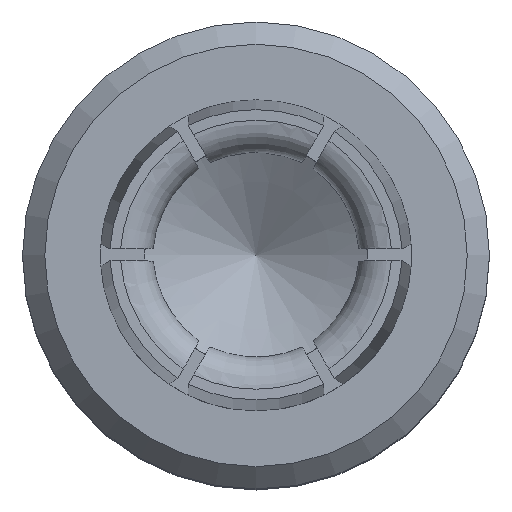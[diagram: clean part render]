
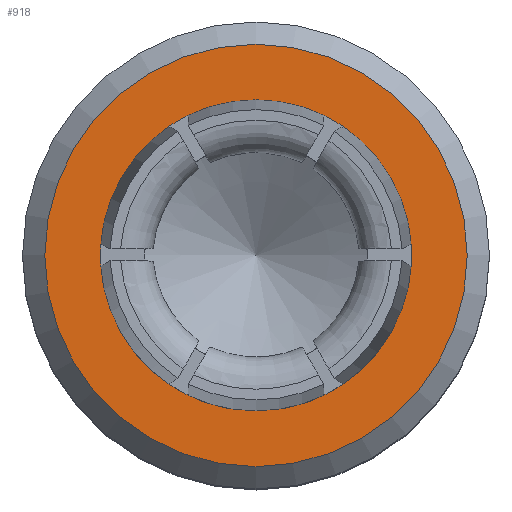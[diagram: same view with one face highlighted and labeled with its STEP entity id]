
A CAD part, top view. The second image highlights one B-rep face of the part: STEP entity #918.
In plain terms, the highlighted planar face has unit normal (0, 0, 1).
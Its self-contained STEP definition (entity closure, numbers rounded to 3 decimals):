
#297=ORIENTED_EDGE('',*,*,#575,.T.);
#298=ORIENTED_EDGE('',*,*,#573,.F.);
#573=EDGE_CURVE('',#713,#713,#1189,.T.);
#575=EDGE_CURVE('',#715,#715,#1191,.T.);
#713=VERTEX_POINT('',#2085);
#715=VERTEX_POINT('',#2090);
#751=EDGE_LOOP('',(#297));
#752=EDGE_LOOP('',(#298));
#823=FACE_BOUND('',#751,.T.);
#824=FACE_BOUND('',#752,.T.);
#887=PLANE('',#1293);
#918=ADVANCED_FACE('',(#823,#824),#887,.F.);
#1189=CIRCLE('',#1291,9.475);
#1191=CIRCLE('',#1294,6.975);
#1291=AXIS2_PLACEMENT_3D('',#2084,#1588,#1589);
#1293=AXIS2_PLACEMENT_3D('',#2088,#1592,#1593);
#1294=AXIS2_PLACEMENT_3D('',#2089,#1594,#1595);
#1588=DIRECTION('',(0.,0.,-1.));
#1589=DIRECTION('',(-1.,0.,0.));
#1592=DIRECTION('',(0.,0.,-1.));
#1593=DIRECTION('',(-1.,0.,0.));
#1594=DIRECTION('',(0.,0.,-1.));
#1595=DIRECTION('',(-1.,0.,0.));
#2084=CARTESIAN_POINT('',(0.,0.,27.75));
#2085=CARTESIAN_POINT('',(-9.475,0.,27.75));
#2088=CARTESIAN_POINT('',(6.975,0.,27.75));
#2089=CARTESIAN_POINT('',(0.,0.,27.75));
#2090=CARTESIAN_POINT('',(-6.975,0.,27.75));
